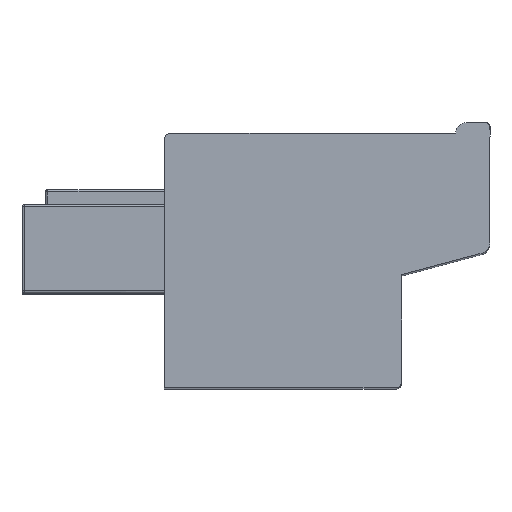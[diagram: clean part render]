
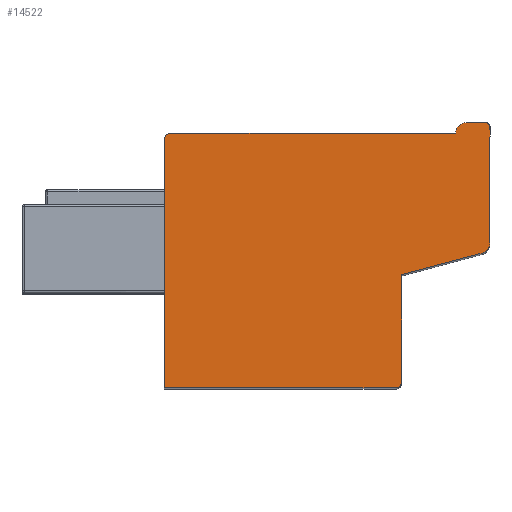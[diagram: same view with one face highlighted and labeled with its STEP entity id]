
A CAD part, top view. The second image highlights one B-rep face of the part: STEP entity #14522.
In plain terms, the highlighted planar face has unit normal (0, 0, 1).
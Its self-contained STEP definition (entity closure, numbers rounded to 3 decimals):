
#33 = DIRECTION ( 'NONE',  ( 0., 1., 0. ) ) ;
#41 = ORIENTED_EDGE ( 'NONE', *, *, #1919, .F. ) ;
#60 = AXIS2_PLACEMENT_3D ( 'NONE', #10228, #3922, #14976 ) ;
#705 = CIRCLE ( 'NONE', #8992, 0.5 ) ;
#750 = DIRECTION ( 'NONE',  ( 0., 0., -1. ) ) ;
#1664 = CARTESIAN_POINT ( 'NONE',  ( 0.3, 11.8, 38.89 ) ) ;
#1781 = EDGE_CURVE ( 'NONE', #12969, #19242, #705, .T. ) ;
#1919 = EDGE_CURVE ( 'NONE', #3404, #17564, #9318, .T. ) ;
#2134 = VERTEX_POINT ( 'NONE', #18860 ) ;
#2268 = ORIENTED_EDGE ( 'NONE', *, *, #11818, .F. ) ;
#2372 = CARTESIAN_POINT ( 'NONE',  ( 13.5, 11.8, 38.89 ) ) ;
#2571 = FACE_OUTER_BOUND ( 'NONE', #17803, .T. ) ;
#2574 = DIRECTION ( 'NONE',  ( 0., 1., 0. ) ) ;
#2775 = CIRCLE ( 'NONE', #10021, 0.3 ) ;
#3404 = VERTEX_POINT ( 'NONE', #10855 ) ;
#3439 = DIRECTION ( 'NONE',  ( 0., 0., -1. ) ) ;
#3492 = ORIENTED_EDGE ( 'NONE', *, *, #18018, .F. ) ;
#3922 = DIRECTION ( 'NONE',  ( 0., 0., -1. ) ) ;
#3956 = VERTEX_POINT ( 'NONE', #1664 ) ;
#4034 = DIRECTION ( 'NONE',  ( -1., 0., 0. ) ) ;
#4207 = VERTEX_POINT ( 'NONE', #14946 ) ;
#4376 = CARTESIAN_POINT ( 'NONE',  ( 14.6, 6.732, 38.89 ) ) ;
#4681 = LINE ( 'NONE', #18463, #16763 ) ;
#4994 = CARTESIAN_POINT ( 'NONE',  ( 10.7, 0., 38.89 ) ) ;
#5157 = EDGE_CURVE ( 'NONE', #19351, #15353, #2775, .T. ) ;
#5179 = EDGE_CURVE ( 'NONE', #3956, #12969, #18479, .T. ) ;
#5304 = CARTESIAN_POINT ( 'NONE',  ( 10.7, 0.3, 38.89 ) ) ;
#5606 = EDGE_CURVE ( 'NONE', #5850, #8685, #19911, .T. ) ;
#5850 = VERTEX_POINT ( 'NONE', #13272 ) ;
#5992 = DIRECTION ( 'NONE',  ( -1., 0., 0. ) ) ;
#6009 = ORIENTED_EDGE ( 'NONE', *, *, #16835, .F. ) ;
#6222 = CARTESIAN_POINT ( 'NONE',  ( 11., 5.25, 38.89 ) ) ;
#6411 = ORIENTED_EDGE ( 'NONE', *, *, #5179, .F. ) ;
#6912 = DIRECTION ( 'NONE',  ( -1., 0., 0. ) ) ;
#7129 = LINE ( 'NONE', #15193, #11333 ) ;
#7856 = ORIENTED_EDGE ( 'NONE', *, *, #5606, .F. ) ;
#8103 = VECTOR ( 'NONE', #8424, 1000. ) ;
#8420 = VECTOR ( 'NONE', #17347, 1000. ) ;
#8424 = DIRECTION ( 'NONE',  ( -1., 0., 0. ) ) ;
#8685 = VERTEX_POINT ( 'NONE', #14916 ) ;
#8992 = AXIS2_PLACEMENT_3D ( 'NONE', #9664, #10092, #4034 ) ;
#9073 = ORIENTED_EDGE ( 'NONE', *, *, #16317, .F. ) ;
#9112 = VECTOR ( 'NONE', #15043, 1000. ) ;
#9318 = LINE ( 'NONE', #18763, #17653 ) ;
#9485 = AXIS2_PLACEMENT_3D ( 'NONE', #12924, #3439, #14490 ) ;
#9664 = CARTESIAN_POINT ( 'NONE',  ( 14., 11.8, 38.89 ) ) ;
#10021 = AXIS2_PLACEMENT_3D ( 'NONE', #5304, #16360, #6912 ) ;
#10048 = ORIENTED_EDGE ( 'NONE', *, *, #11109, .T. ) ;
#10092 = DIRECTION ( 'NONE',  ( 0., 0., -1. ) ) ;
#10189 = CARTESIAN_POINT ( 'NONE',  ( 0.3, 11.5, 38.89 ) ) ;
#10228 = CARTESIAN_POINT ( 'NONE',  ( -6.6, 0., 38.89 ) ) ;
#10718 = EDGE_CURVE ( 'NONE', #5850, #17735, #7129, .T. ) ;
#10855 = CARTESIAN_POINT ( 'NONE',  ( 0., 0., 38.89 ) ) ;
#10987 = ORIENTED_EDGE ( 'NONE', *, *, #5157, .F. ) ;
#11045 = ORIENTED_EDGE ( 'NONE', *, *, #10718, .T. ) ;
#11109 = EDGE_CURVE ( 'NONE', #2134, #19242, #16004, .T. ) ;
#11333 = VECTOR ( 'NONE', #2574, 1000. ) ;
#11357 = AXIS2_PLACEMENT_3D ( 'NONE', #4376, #15430, #5992 ) ;
#11767 = DIRECTION ( 'NONE',  ( -1., 0., 0. ) ) ;
#11818 = EDGE_CURVE ( 'NONE', #2134, #17735, #14517, .T. ) ;
#12088 = CIRCLE ( 'NONE', #13796, 0.3 ) ;
#12249 = ORIENTED_EDGE ( 'NONE', *, *, #1781, .F. ) ;
#12615 = LINE ( 'NONE', #6222, #8420 ) ;
#12924 = CARTESIAN_POINT ( 'NONE',  ( 14.9, 12.1, 38.89 ) ) ;
#12969 = VERTEX_POINT ( 'NONE', #2372 ) ;
#12978 = CARTESIAN_POINT ( 'NONE',  ( 15.1, 12.1, 38.89 ) ) ;
#13189 = DIRECTION ( 'NONE',  ( 1., 0., 0. ) ) ;
#13272 = CARTESIAN_POINT ( 'NONE',  ( 15.1, 6.732, 38.89 ) ) ;
#13384 = PLANE ( 'NONE',  #60 ) ;
#13796 = AXIS2_PLACEMENT_3D ( 'NONE', #10189, #750, #11767 ) ;
#13814 = LINE ( 'NONE', #19679, #9112 ) ;
#14378 = VECTOR ( 'NONE', #13189, 1000. ) ;
#14490 = DIRECTION ( 'NONE',  ( -1., 0., 0. ) ) ;
#14517 = CIRCLE ( 'NONE', #9485, 0.2 ) ;
#14522 = ADVANCED_FACE ( 'NONE', ( #2571 ), #13384, .F. ) ;
#14772 = CARTESIAN_POINT ( 'NONE',  ( 13.5, 11.8, 38.89 ) ) ;
#14916 = CARTESIAN_POINT ( 'NONE',  ( 14.729, 6.249, 38.89 ) ) ;
#14946 = CARTESIAN_POINT ( 'NONE',  ( 11., 5.25, 38.89 ) ) ;
#14976 = DIRECTION ( 'NONE',  ( -1., 0., 0. ) ) ;
#15043 = DIRECTION ( 'NONE',  ( -1., 0., 0. ) ) ;
#15193 = CARTESIAN_POINT ( 'NONE',  ( 15.1, 0., 38.89 ) ) ;
#15353 = VERTEX_POINT ( 'NONE', #4994 ) ;
#15430 = DIRECTION ( 'NONE',  ( 0., 0., -1. ) ) ;
#16004 = LINE ( 'NONE', #17815, #8103 ) ;
#16317 = EDGE_CURVE ( 'NONE', #8685, #4207, #12615, .T. ) ;
#16360 = DIRECTION ( 'NONE',  ( 0., 0., -1. ) ) ;
#16763 = VECTOR ( 'NONE', #20020, 1000. ) ;
#16827 = ORIENTED_EDGE ( 'NONE', *, *, #19177, .F. ) ;
#16835 = EDGE_CURVE ( 'NONE', #17564, #3956, #12088, .T. ) ;
#17072 = CARTESIAN_POINT ( 'NONE',  ( 11., 0.3, 38.89 ) ) ;
#17347 = DIRECTION ( 'NONE',  ( -0.966, -0.259, 0. ) ) ;
#17564 = VERTEX_POINT ( 'NONE', #18609 ) ;
#17653 = VECTOR ( 'NONE', #33, 1000. ) ;
#17735 = VERTEX_POINT ( 'NONE', #12978 ) ;
#17803 = EDGE_LOOP ( 'NONE', ( #10048, #12249, #6411, #6009, #41, #16827, #10987, #3492, #9073, #7856, #11045, #2268 ) ) ;
#17815 = CARTESIAN_POINT ( 'NONE',  ( -6.6, 12.3, 38.89 ) ) ;
#18018 = EDGE_CURVE ( 'NONE', #4207, #19351, #4681, .T. ) ;
#18273 = CARTESIAN_POINT ( 'NONE',  ( 14., 12.3, 38.89 ) ) ;
#18463 = CARTESIAN_POINT ( 'NONE',  ( 11., 0.3, 38.89 ) ) ;
#18479 = LINE ( 'NONE', #14772, #14378 ) ;
#18609 = CARTESIAN_POINT ( 'NONE',  ( 0., 11.5, 38.89 ) ) ;
#18763 = CARTESIAN_POINT ( 'NONE',  ( 0., 4.4, 38.89 ) ) ;
#18860 = CARTESIAN_POINT ( 'NONE',  ( 14.9, 12.3, 38.89 ) ) ;
#19177 = EDGE_CURVE ( 'NONE', #15353, #3404, #13814, .T. ) ;
#19242 = VERTEX_POINT ( 'NONE', #18273 ) ;
#19351 = VERTEX_POINT ( 'NONE', #17072 ) ;
#19679 = CARTESIAN_POINT ( 'NONE',  ( -6.6, 0., 38.89 ) ) ;
#19911 = CIRCLE ( 'NONE', #11357, 0.5 ) ;
#20020 = DIRECTION ( 'NONE',  ( 0., -1., 0. ) ) ;
